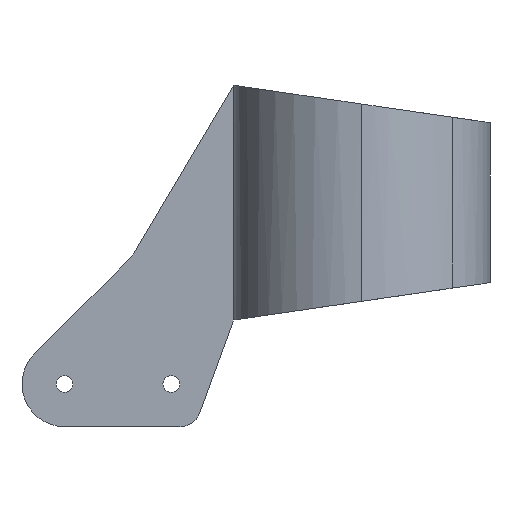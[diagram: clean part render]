
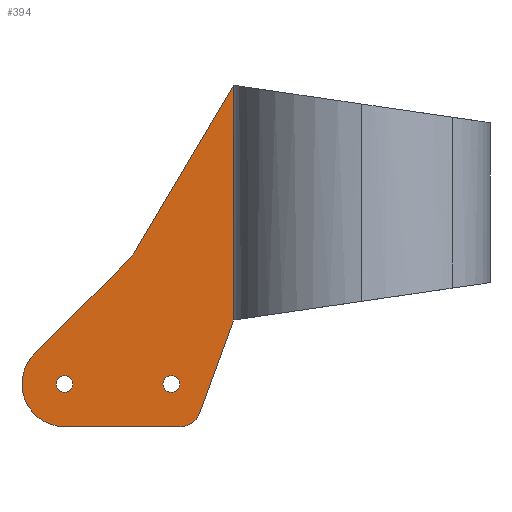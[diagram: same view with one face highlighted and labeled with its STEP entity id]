
A CAD part, left-side view. The second image highlights one B-rep face of the part: STEP entity #394.
In plain terms, the highlighted planar face has unit normal (-1, 0, 0).
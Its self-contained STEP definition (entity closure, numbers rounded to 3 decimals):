
#34=FACE_BOUND('',#82,.T.);
#35=FACE_BOUND('',#83,.T.);
#41=PLANE('',#447);
#58=FACE_OUTER_BOUND('',#81,.T.);
#81=EDGE_LOOP('',(#315,#316,#317,#318,#319,#320,#321,#322));
#82=EDGE_LOOP('',(#323,#324));
#83=EDGE_LOOP('',(#325,#326));
#100=LINE('',#620,#133);
#105=LINE('',#635,#138);
#112=LINE('',#653,#145);
#114=LINE('',#656,#147);
#115=LINE('',#658,#148);
#133=VECTOR('',#500,10.);
#138=VECTOR('',#513,10.);
#145=VECTOR('',#530,10.);
#147=VECTOR('',#534,10.);
#148=VECTOR('',#537,10.);
#160=CIRCLE('',#426,0.784);
#161=CIRCLE('',#427,0.784);
#163=CIRCLE('',#430,0.784);
#164=CIRCLE('',#431,0.784);
#167=CIRCLE('',#435,2.);
#168=CIRCLE('',#438,2.);
#171=CIRCLE('',#444,4.);
#174=VERTEX_POINT('',#591);
#175=VERTEX_POINT('',#592);
#177=VERTEX_POINT('',#599);
#178=VERTEX_POINT('',#600);
#182=VERTEX_POINT('',#610);
#183=VERTEX_POINT('',#612);
#185=VERTEX_POINT('',#618);
#186=VERTEX_POINT('',#622);
#187=VERTEX_POINT('',#623);
#191=VERTEX_POINT('',#633);
#196=VERTEX_POINT('',#648);
#197=VERTEX_POINT('',#652);
#210=EDGE_CURVE('',#174,#175,#160,.T.);
#211=EDGE_CURVE('',#175,#174,#161,.T.);
#214=EDGE_CURVE('',#177,#178,#163,.T.);
#215=EDGE_CURVE('',#178,#177,#164,.T.);
#220=EDGE_CURVE('',#182,#183,#167,.T.);
#224=EDGE_CURVE('',#182,#185,#100,.T.);
#225=EDGE_CURVE('',#186,#187,#168,.T.);
#231=EDGE_CURVE('',#186,#191,#105,.T.);
#238=EDGE_CURVE('',#196,#185,#171,.T.);
#240=EDGE_CURVE('',#197,#183,#112,.T.);
#242=EDGE_CURVE('',#196,#187,#114,.T.);
#243=EDGE_CURVE('',#191,#197,#115,.T.);
#315=ORIENTED_EDGE('',*,*,#225,.F.);
#316=ORIENTED_EDGE('',*,*,#231,.T.);
#317=ORIENTED_EDGE('',*,*,#243,.T.);
#318=ORIENTED_EDGE('',*,*,#240,.T.);
#319=ORIENTED_EDGE('',*,*,#220,.F.);
#320=ORIENTED_EDGE('',*,*,#224,.T.);
#321=ORIENTED_EDGE('',*,*,#238,.F.);
#322=ORIENTED_EDGE('',*,*,#242,.T.);
#323=ORIENTED_EDGE('',*,*,#210,.T.);
#324=ORIENTED_EDGE('',*,*,#211,.T.);
#325=ORIENTED_EDGE('',*,*,#214,.T.);
#326=ORIENTED_EDGE('',*,*,#215,.T.);
#394=ADVANCED_FACE('',(#58,#34,#35),#41,.T.);
#426=AXIS2_PLACEMENT_3D('',#593,#472,#473);
#427=AXIS2_PLACEMENT_3D('',#594,#474,#475);
#430=AXIS2_PLACEMENT_3D('',#601,#481,#482);
#431=AXIS2_PLACEMENT_3D('',#602,#483,#484);
#435=AXIS2_PLACEMENT_3D('',#613,#493,#494);
#438=AXIS2_PLACEMENT_3D('',#624,#503,#504);
#444=AXIS2_PLACEMENT_3D('',#649,#525,#526);
#447=AXIS2_PLACEMENT_3D('',#657,#535,#536);
#472=DIRECTION('center_axis',(1.,0.,0.));
#473=DIRECTION('ref_axis',(0.,0.,1.));
#474=DIRECTION('center_axis',(1.,0.,0.));
#475=DIRECTION('ref_axis',(0.,0.,1.));
#481=DIRECTION('center_axis',(1.,0.,0.));
#482=DIRECTION('ref_axis',(0.,0.,1.));
#483=DIRECTION('center_axis',(1.,0.,0.));
#484=DIRECTION('ref_axis',(0.,0.,1.));
#493=DIRECTION('center_axis',(-1.,0.,0.));
#494=DIRECTION('ref_axis',(0.,-0.79,-0.614));
#500=DIRECTION('',(0.,0.707,-0.707));
#503=DIRECTION('center_axis',(1.,0.,0.));
#504=DIRECTION('ref_axis',(0.,-0.574,-0.819));
#513=DIRECTION('',(0.,-0.342,0.94));
#525=DIRECTION('center_axis',(1.,0.,0.));
#526=DIRECTION('ref_axis',(0.,0.924,-0.383));
#530=DIRECTION('',(0.,0.511,-0.86));
#534=DIRECTION('',(0.,-1.,0.));
#535=DIRECTION('center_axis',(-1.,0.,0.));
#536=DIRECTION('ref_axis',(0.,0.,1.));
#537=DIRECTION('',(0.,0.,1.));
#591=CARTESIAN_POINT('',(0.,27.846,-5.217));
#592=CARTESIAN_POINT('',(0.,27.846,-6.784));
#593=CARTESIAN_POINT('Origin',(0.,27.846,-6.));
#594=CARTESIAN_POINT('Origin',(0.,27.846,-6.));
#599=CARTESIAN_POINT('',(0.,17.846,-5.217));
#600=CARTESIAN_POINT('',(0.,17.846,-6.784));
#601=CARTESIAN_POINT('Origin',(0.,17.846,-6.));
#602=CARTESIAN_POINT('Origin',(0.,17.846,-6.));
#610=CARTESIAN_POINT('',(0.,21.679,5.823));
#612=CARTESIAN_POINT('',(0.,21.374,6.216));
#613=CARTESIAN_POINT('Origin',(0.,23.094,7.237));
#618=CARTESIAN_POINT('',(0.,30.674,-3.172));
#620=CARTESIAN_POINT('',(0.,37.502,-10.));
#622=CARTESIAN_POINT('',(0.,15.161,-8.684));
#623=CARTESIAN_POINT('',(0.,17.04,-10.));
#624=CARTESIAN_POINT('Origin',(0.,17.04,-8.));
#633=CARTESIAN_POINT('',(0.,12.,0.));
#635=CARTESIAN_POINT('',(0.,12.,0.));
#648=CARTESIAN_POINT('',(0.,27.846,-10.));
#649=CARTESIAN_POINT('Origin',(0.,27.846,-6.));
#652=CARTESIAN_POINT('',(0.,12.,22.));
#653=CARTESIAN_POINT('',(0.,21.502,6.));
#656=CARTESIAN_POINT('',(0.,15.64,-10.));
#657=CARTESIAN_POINT('Origin',(0.,24.751,6.));
#658=CARTESIAN_POINT('',(0.,12.,0.));
